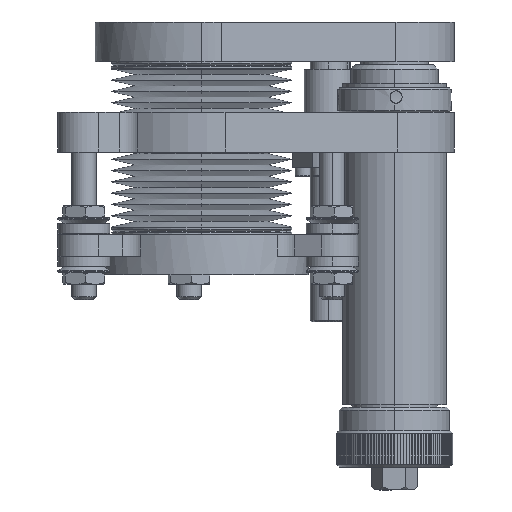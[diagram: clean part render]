
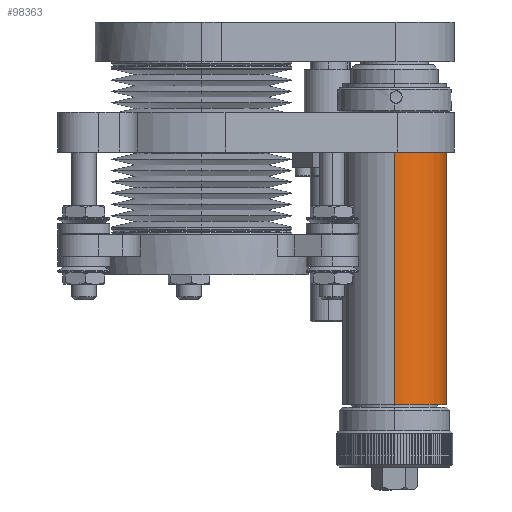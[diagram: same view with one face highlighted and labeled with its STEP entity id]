
A CAD part, front view. The second image highlights one B-rep face of the part: STEP entity #98363.
In plain terms, the highlighted cylindrical face has radius 17 mm (diameter 34 mm), a partial arc.
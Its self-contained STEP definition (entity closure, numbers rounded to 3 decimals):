
#1675 = VERTEX_POINT ( 'NONE', #79934 ) ;
#2528 = DIRECTION ( 'NONE',  ( 0., 1., 0. ) ) ;
#9983 = EDGE_LOOP ( 'NONE', ( #26520, #66005, #74213, #113494 ) ) ;
#11829 = VERTEX_POINT ( 'NONE', #22160 ) ;
#12618 = CARTESIAN_POINT ( 'NONE',  ( 62.982, -17., 0. ) ) ;
#13425 = AXIS2_PLACEMENT_3D ( 'NONE', #89933, #23411, #101054 ) ;
#18325 = EDGE_CURVE ( 'NONE', #11829, #1675, #30756, .T. ) ;
#22160 = CARTESIAN_POINT ( 'NONE',  ( 62.982, -17., -82.5 ) ) ;
#23411 = DIRECTION ( 'NONE',  ( 0., 0., -1. ) ) ;
#26520 = ORIENTED_EDGE ( 'NONE', *, *, #54721, .T. ) ;
#30756 = CIRCLE ( 'NONE', #42554, 17. ) ;
#33023 = EDGE_CURVE ( 'NONE', #67593, #1675, #100655, .T. ) ;
#34252 = CARTESIAN_POINT ( 'NONE',  ( 62.982, 0., -82.5 ) ) ;
#35931 = CARTESIAN_POINT ( 'NONE',  ( 62.982, 17., -145. ) ) ;
#41092 = CYLINDRICAL_SURFACE ( 'NONE', #123788, 17. ) ;
#42554 = AXIS2_PLACEMENT_3D ( 'NONE', #34252, #111897, #45488 ) ;
#45148 = VECTOR ( 'NONE', #47154, 1000. ) ;
#45488 = DIRECTION ( 'NONE',  ( 0., 1., 0. ) ) ;
#47154 = DIRECTION ( 'NONE',  ( 0., 0., -1. ) ) ;
#50150 = CIRCLE ( 'NONE', #13425, 17. ) ;
#54721 = EDGE_CURVE ( 'NONE', #67593, #100707, #50150, .T. ) ;
#56048 = EDGE_CURVE ( 'NONE', #100707, #11829, #127864, .T. ) ;
#66005 = ORIENTED_EDGE ( 'NONE', *, *, #56048, .T. ) ;
#67593 = VERTEX_POINT ( 'NONE', #112397 ) ;
#74213 = ORIENTED_EDGE ( 'NONE', *, *, #18325, .T. ) ;
#79934 = CARTESIAN_POINT ( 'NONE',  ( 62.982, 17., -82.5 ) ) ;
#79976 = CARTESIAN_POINT ( 'NONE',  ( 62.982, 0., -145. ) ) ;
#84621 = FACE_OUTER_BOUND ( 'NONE', #9983, .T. ) ;
#89933 = CARTESIAN_POINT ( 'NONE',  ( 62.982, 0., 0. ) ) ;
#94449 = CARTESIAN_POINT ( 'NONE',  ( 62.982, -17., -145. ) ) ;
#98363 = ADVANCED_FACE ( 'NONE', ( #84621 ), #41092, .T. ) ;
#98421 = VECTOR ( 'NONE', #105500, 1000. ) ;
#100655 = LINE ( 'NONE', #35931, #45148 ) ;
#100707 = VERTEX_POINT ( 'NONE', #12618 ) ;
#101054 = DIRECTION ( 'NONE',  ( 0., 1., 0. ) ) ;
#105500 = DIRECTION ( 'NONE',  ( 0., 0., -1. ) ) ;
#111897 = DIRECTION ( 'NONE',  ( 0., 0., 1. ) ) ;
#112397 = CARTESIAN_POINT ( 'NONE',  ( 62.982, 17., 0. ) ) ;
#113494 = ORIENTED_EDGE ( 'NONE', *, *, #33023, .F. ) ;
#123788 = AXIS2_PLACEMENT_3D ( 'NONE', #79976, #135072, #2528 ) ;
#127864 = LINE ( 'NONE', #94449, #98421 ) ;
#135072 = DIRECTION ( 'NONE',  ( 0., 0., -1. ) ) ;
